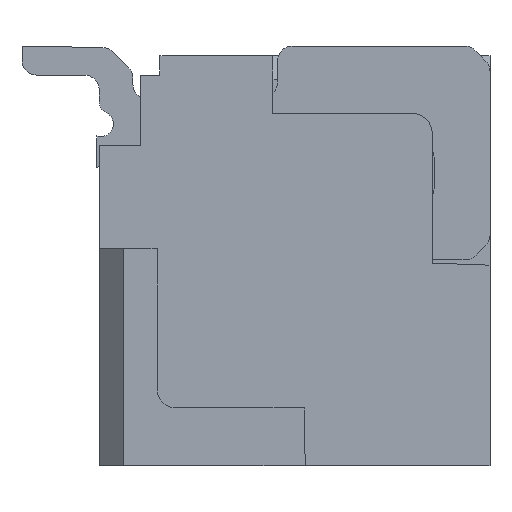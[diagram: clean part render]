
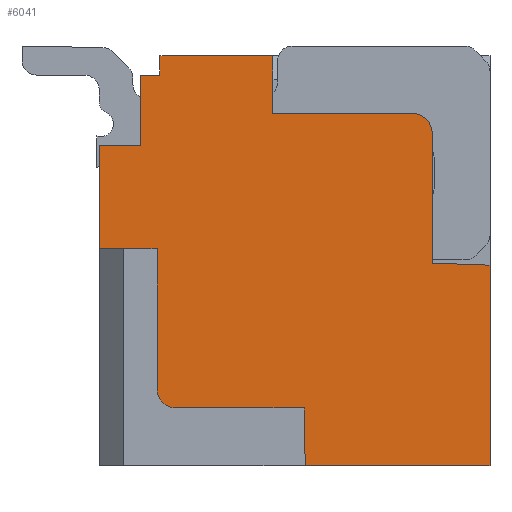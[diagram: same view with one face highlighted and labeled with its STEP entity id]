
A CAD part, front view. The second image highlights one B-rep face of the part: STEP entity #6041.
In plain terms, the highlighted planar face has unit normal (0, -1, 0).
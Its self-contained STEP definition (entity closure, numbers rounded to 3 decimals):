
#2754=CARTESIAN_POINT('',(0.146,-3.972,2.054));
#2755=VERTEX_POINT('',#2754);
#2762=CARTESIAN_POINT('',(0.746,-3.972,2.033));
#2763=VERTEX_POINT('',#2762);
#2764=CARTESIAN_POINT('',(0.146,-3.972,2.054));
#2765=DIRECTION('',(0.999,0.,-0.035));
#2766=VECTOR('',#2765,0.6);
#2767=LINE('',#2764,#2766);
#2768=EDGE_CURVE('',#2755,#2763,#2767,.T.);
#3365=CARTESIAN_POINT('',(-2.874,-3.972,4.003));
#3366=VERTEX_POINT('',#3365);
#3428=CARTESIAN_POINT('',(-2.874,-3.972,3.273));
#3429=VERTEX_POINT('',#3428);
#3436=CARTESIAN_POINT('',(-2.874,-3.972,3.273));
#3437=DIRECTION('',(0.,0.,1.));
#3438=VECTOR('',#3437,0.73);
#3439=LINE('',#3436,#3438);
#3440=EDGE_CURVE('',#3429,#3366,#3439,.T.);
#3884=CARTESIAN_POINT('',(-2.674,-3.972,4.203));
#3885=VERTEX_POINT('',#3884);
#3892=CARTESIAN_POINT('',(-1.504,-3.972,4.203));
#3893=VERTEX_POINT('',#3892);
#3894=CARTESIAN_POINT('',(-2.674,-3.972,4.203));
#3895=DIRECTION('',(1.,0.,0.));
#3896=VECTOR('',#3895,1.17);
#3897=LINE('',#3894,#3896);
#3898=EDGE_CURVE('',#3885,#3893,#3897,.T.);
#4568=CARTESIAN_POINT('',(-1.504,-3.972,3.603));
#4569=VERTEX_POINT('',#4568);
#4576=CARTESIAN_POINT('',(-0.054,-3.972,3.603));
#4577=VERTEX_POINT('',#4576);
#4578=CARTESIAN_POINT('',(-1.504,-3.972,3.603));
#4579=DIRECTION('',(1.,0.,0.));
#4580=VECTOR('',#4579,1.45);
#4581=LINE('',#4578,#4580);
#4582=EDGE_CURVE('',#4569,#4577,#4581,.T.);
#4609=CARTESIAN_POINT('',(-1.504,-3.972,4.203));
#4610=DIRECTION('',(0.,0.,-1.));
#4611=VECTOR('',#4610,0.6);
#4612=LINE('',#4609,#4611);
#4613=EDGE_CURVE('',#3893,#4569,#4612,.T.);
#4623=CARTESIAN_POINT('',(-1.18,-3.972,0.553));
#4624=VERTEX_POINT('',#4623);
#4625=CARTESIAN_POINT('',(-2.504,-3.972,0.553));
#4626=VERTEX_POINT('',#4625);
#4627=CARTESIAN_POINT('',(-1.18,-3.972,0.553));
#4628=DIRECTION('',(-1.,0.,0.));
#4629=VECTOR('',#4628,1.324);
#4630=LINE('',#4627,#4629);
#4631=EDGE_CURVE('',#4624,#4626,#4630,.T.);
#4706=CARTESIAN_POINT('',(0.146,-3.972,3.403));
#4707=VERTEX_POINT('',#4706);
#4714=CARTESIAN_POINT('',(0.146,-3.972,3.403));
#4715=DIRECTION('',(0.,0.,-1.));
#4716=VECTOR('',#4715,1.349);
#4717=LINE('',#4714,#4716);
#4718=EDGE_CURVE('',#4707,#2755,#4717,.T.);
#4729=CARTESIAN_POINT('',(-0.054,-3.972,3.403));
#4730=DIRECTION('',(0.,0.,1.));
#4731=DIRECTION('',(0.,1.,0.));
#4732=AXIS2_PLACEMENT_3D('',#4729,#4731,#4730);
#4733=CIRCLE('',#4732,0.2);
#4734=EDGE_CURVE('',#4577,#4707,#4733,.T.);
#5470=CARTESIAN_POINT('',(-3.304,-3.972,3.273));
#5471=VERTEX_POINT('',#5470);
#5478=CARTESIAN_POINT('',(-3.304,-3.972,3.273));
#5479=DIRECTION('',(1.,0.,0.));
#5480=VECTOR('',#5479,0.43);
#5481=LINE('',#5478,#5480);
#5482=EDGE_CURVE('',#5471,#3429,#5481,.T.);
#5779=CARTESIAN_POINT('',(0.746,-3.972,-0.047));
#5780=VERTEX_POINT('',#5779);
#5781=CARTESIAN_POINT('',(0.746,-3.972,2.033));
#5782=DIRECTION('',(0.,0.,-1.));
#5783=VECTOR('',#5782,2.08);
#5784=LINE('',#5781,#5783);
#5785=EDGE_CURVE('',#2763,#5780,#5784,.T.);
#5965=CARTESIAN_POINT('',(0.746,-3.972,4.203));
#5966=DIRECTION('',(0.,0.,-1.));
#5967=DIRECTION('',(0.,-1.,0.));
#5968=AXIS2_PLACEMENT_3D('',#5965,#5967,#5966);
#5969=PLANE('',#5968);
#5970=CARTESIAN_POINT('',(-2.674,-3.972,4.003));
#5971=VERTEX_POINT('',#5970);
#5972=CARTESIAN_POINT('',(-2.674,-3.972,4.003));
#5973=DIRECTION('',(-1.,0.,0.));
#5974=VECTOR('',#5973,0.2);
#5975=LINE('',#5972,#5974);
#5976=EDGE_CURVE('',#5971,#3366,#5975,.T.);
#5977=ORIENTED_EDGE('',*,*,#5976,.T.);
#5978=ORIENTED_EDGE('',*,*,#3440,.F.);
#5979=ORIENTED_EDGE('',*,*,#5482,.F.);
#5980=CARTESIAN_POINT('',(-3.304,-3.972,2.203));
#5981=VERTEX_POINT('',#5980);
#5982=CARTESIAN_POINT('',(-3.304,-3.972,3.273));
#5983=DIRECTION('',(0.,0.,-1.));
#5984=VECTOR('',#5983,1.07);
#5985=LINE('',#5982,#5984);
#5986=EDGE_CURVE('',#5471,#5981,#5985,.T.);
#5987=ORIENTED_EDGE('',*,*,#5986,.T.);
#5988=CARTESIAN_POINT('',(-2.704,-3.972,2.203));
#5989=VERTEX_POINT('',#5988);
#5990=CARTESIAN_POINT('',(-3.304,-3.972,2.203));
#5991=DIRECTION('',(1.,0.,0.));
#5992=VECTOR('',#5991,0.6);
#5993=LINE('',#5990,#5992);
#5994=EDGE_CURVE('',#5981,#5989,#5993,.T.);
#5995=ORIENTED_EDGE('',*,*,#5994,.T.);
#5996=CARTESIAN_POINT('',(-2.704,-3.972,0.753));
#5997=VERTEX_POINT('',#5996);
#5998=CARTESIAN_POINT('',(-2.704,-3.972,2.203));
#5999=DIRECTION('',(0.,0.,-1.));
#6000=VECTOR('',#5999,1.45);
#6001=LINE('',#5998,#6000);
#6002=EDGE_CURVE('',#5989,#5997,#6001,.T.);
#6003=ORIENTED_EDGE('',*,*,#6002,.T.);
#6004=CARTESIAN_POINT('',(-2.504,-3.972,0.753));
#6005=DIRECTION('',(-1.,0.,0.));
#6006=DIRECTION('',(0.,-1.,0.));
#6007=AXIS2_PLACEMENT_3D('',#6004,#6006,#6005);
#6008=CIRCLE('',#6007,0.2);
#6009=EDGE_CURVE('',#5997,#4626,#6008,.T.);
#6010=ORIENTED_EDGE('',*,*,#6009,.T.);
#6011=ORIENTED_EDGE('',*,*,#4631,.F.);
#6012=CARTESIAN_POINT('',(-1.169,-3.972,-0.047));
#6013=VERTEX_POINT('',#6012);
#6014=CARTESIAN_POINT('',(-1.18,-3.972,0.553));
#6015=DIRECTION('',(0.017,0.,-1.));
#6016=VECTOR('',#6015,0.6);
#6017=LINE('',#6014,#6016);
#6018=EDGE_CURVE('',#4624,#6013,#6017,.T.);
#6019=ORIENTED_EDGE('',*,*,#6018,.T.);
#6020=CARTESIAN_POINT('',(-1.169,-3.972,-0.047));
#6021=DIRECTION('',(1.,0.,0.));
#6022=VECTOR('',#6021,1.915);
#6023=LINE('',#6020,#6022);
#6024=EDGE_CURVE('',#6013,#5780,#6023,.T.);
#6025=ORIENTED_EDGE('',*,*,#6024,.T.);
#6026=ORIENTED_EDGE('',*,*,#5785,.F.);
#6027=ORIENTED_EDGE('',*,*,#2768,.F.);
#6028=ORIENTED_EDGE('',*,*,#4718,.F.);
#6029=ORIENTED_EDGE('',*,*,#4734,.F.);
#6030=ORIENTED_EDGE('',*,*,#4582,.F.);
#6031=ORIENTED_EDGE('',*,*,#4613,.F.);
#6032=ORIENTED_EDGE('',*,*,#3898,.F.);
#6033=CARTESIAN_POINT('',(-2.674,-3.972,4.203));
#6034=DIRECTION('',(0.,0.,-1.));
#6035=VECTOR('',#6034,0.2);
#6036=LINE('',#6033,#6035);
#6037=EDGE_CURVE('',#3885,#5971,#6036,.T.);
#6038=ORIENTED_EDGE('',*,*,#6037,.T.);
#6039=EDGE_LOOP('',(#5977,#5978,#5979,#5987,#5995,#6003,#6010,#6011,#6019,#6025,#6026,#6027,#6028,#6029,#6030,#6031,#6032,#6038));
#6040=FACE_OUTER_BOUND('',#6039,.T.);
#6041=ADVANCED_FACE('',(#6040),#5969,.T.);
